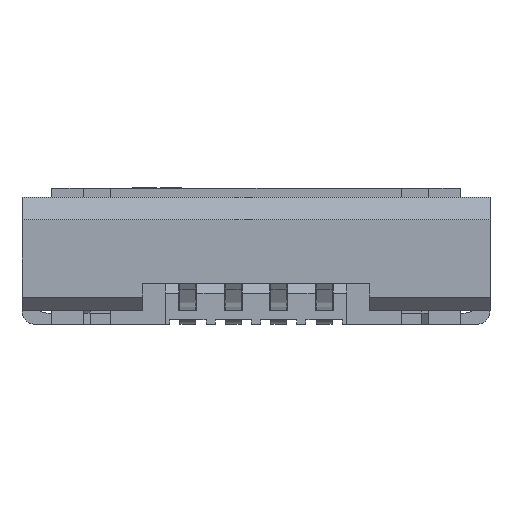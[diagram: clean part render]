
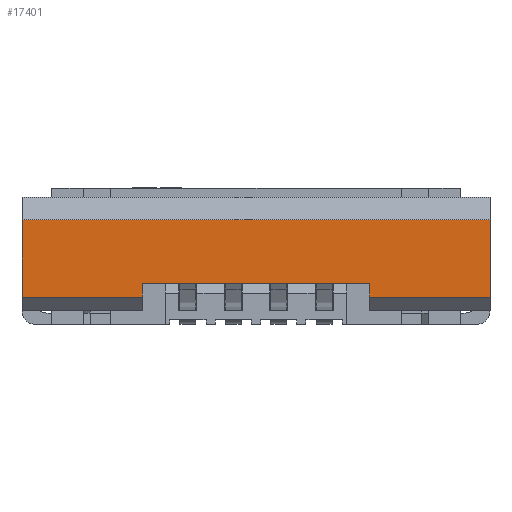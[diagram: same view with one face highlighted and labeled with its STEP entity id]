
A CAD part, front view. The second image highlights one B-rep face of the part: STEP entity #17401.
In plain terms, the highlighted planar face has unit normal (0, -1, 0).
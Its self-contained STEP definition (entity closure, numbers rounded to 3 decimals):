
#551 = LINE ( 'NONE', #5784, #23332 ) ;
#848 = VECTOR ( 'NONE', #16600, 1000. ) ;
#1214 = CARTESIAN_POINT ( 'NONE',  ( 5.15, -4.35, 0.6 ) ) ;
#2809 = DIRECTION ( 'NONE',  ( 0., 0., 1. ) ) ;
#3069 = VERTEX_POINT ( 'NONE', #6250 ) ;
#3834 = ORIENTED_EDGE ( 'NONE', *, *, #22951, .F. ) ;
#4435 = VECTOR ( 'NONE', #5084, 1000. ) ;
#4810 = LINE ( 'NONE', #17537, #11999 ) ;
#4944 = LINE ( 'NONE', #24946, #11962 ) ;
#5084 = DIRECTION ( 'NONE',  ( -1., 0., 0. ) ) ;
#5771 = EDGE_CURVE ( 'NONE', #27204, #10418, #4810, .T. ) ;
#5784 = CARTESIAN_POINT ( 'NONE',  ( 5.15, -4.35, 2.3 ) ) ;
#5983 = DIRECTION ( 'NONE',  ( -1., 0., 0. ) ) ;
#6157 = DIRECTION ( 'NONE',  ( 0., 0., -1. ) ) ;
#6250 = CARTESIAN_POINT ( 'NONE',  ( -5.15, -4.35, 2.3 ) ) ;
#6678 = EDGE_CURVE ( 'NONE', #10418, #3069, #551, .T. ) ;
#7379 = CARTESIAN_POINT ( 'NONE',  ( 5.15, -4.35, 0.6 ) ) ;
#8089 = DIRECTION ( 'NONE',  ( -1., 0., 0. ) ) ;
#8125 = CARTESIAN_POINT ( 'NONE',  ( 5.15, -4.35, 2.3 ) ) ;
#8582 = LINE ( 'NONE', #1214, #9120 ) ;
#9120 = VECTOR ( 'NONE', #5983, 1000. ) ;
#9240 = CARTESIAN_POINT ( 'NONE',  ( -2.5, -4.35, 0.9 ) ) ;
#9386 = EDGE_CURVE ( 'NONE', #24722, #10935, #9878, .T. ) ;
#9878 = LINE ( 'NONE', #9240, #848 ) ;
#10041 = CARTESIAN_POINT ( 'NONE',  ( -2.5, -4.35, 0.6 ) ) ;
#10115 = CARTESIAN_POINT ( 'NONE',  ( 2.5, -4.35, 0.9 ) ) ;
#10123 = LINE ( 'NONE', #7379, #4435 ) ;
#10352 = VECTOR ( 'NONE', #6157, 1000. ) ;
#10414 = PLANE ( 'NONE',  #22914 ) ;
#10418 = VERTEX_POINT ( 'NONE', #8125 ) ;
#10674 = CARTESIAN_POINT ( 'NONE',  ( 5.15, -4.35, 0.6 ) ) ;
#10935 = VERTEX_POINT ( 'NONE', #10115 ) ;
#11962 = VECTOR ( 'NONE', #2809, 1000. ) ;
#11999 = VECTOR ( 'NONE', #19473, 1000. ) ;
#12962 = VERTEX_POINT ( 'NONE', #10041 ) ;
#13226 = VERTEX_POINT ( 'NONE', #31082 ) ;
#13355 = CARTESIAN_POINT ( 'NONE',  ( -2.5, -4.35, 0.9 ) ) ;
#14475 = DIRECTION ( 'NONE',  ( 0., 0., -1. ) ) ;
#14946 = ORIENTED_EDGE ( 'NONE', *, *, #28693, .T. ) ;
#15036 = DIRECTION ( 'NONE',  ( 0., -1., 0. ) ) ;
#15357 = FACE_OUTER_BOUND ( 'NONE', #29064, .T. ) ;
#16354 = CARTESIAN_POINT ( 'NONE',  ( -5.15, -4.35, 0.6 ) ) ;
#16600 = DIRECTION ( 'NONE',  ( 1., 0., 0. ) ) ;
#17401 = ADVANCED_FACE ( 'NONE', ( #15357 ), #10414, .T. ) ;
#17537 = CARTESIAN_POINT ( 'NONE',  ( 5.15, -4.35, 2.3 ) ) ;
#18269 = VERTEX_POINT ( 'NONE', #16354 ) ;
#18554 = CARTESIAN_POINT ( 'NONE',  ( 2.5, -4.35, 6.02 ) ) ;
#19473 = DIRECTION ( 'NONE',  ( 0., 0., 1. ) ) ;
#20786 = ORIENTED_EDGE ( 'NONE', *, *, #31248, .F. ) ;
#21176 = ORIENTED_EDGE ( 'NONE', *, *, #29345, .F. ) ;
#21196 = LINE ( 'NONE', #18554, #26728 ) ;
#21901 = LINE ( 'NONE', #30696, #10352 ) ;
#22914 = AXIS2_PLACEMENT_3D ( 'NONE', #30255, #15036, #27174 ) ;
#22951 = EDGE_CURVE ( 'NONE', #24722, #12962, #21901, .T. ) ;
#23005 = EDGE_CURVE ( 'NONE', #18269, #3069, #4944, .T. ) ;
#23332 = VECTOR ( 'NONE', #8089, 1000. ) ;
#23770 = ORIENTED_EDGE ( 'NONE', *, *, #23005, .F. ) ;
#24722 = VERTEX_POINT ( 'NONE', #13355 ) ;
#24946 = CARTESIAN_POINT ( 'NONE',  ( -5.15, -4.35, 2.3 ) ) ;
#26728 = VECTOR ( 'NONE', #14475, 1000. ) ;
#27174 = DIRECTION ( 'NONE',  ( 1., 0., 0. ) ) ;
#27204 = VERTEX_POINT ( 'NONE', #10674 ) ;
#27264 = ORIENTED_EDGE ( 'NONE', *, *, #5771, .T. ) ;
#27729 = ORIENTED_EDGE ( 'NONE', *, *, #6678, .T. ) ;
#28693 = EDGE_CURVE ( 'NONE', #10935, #13226, #21196, .T. ) ;
#29064 = EDGE_LOOP ( 'NONE', ( #3834, #30439, #14946, #21176, #27264, #27729, #23770, #20786 ) ) ;
#29345 = EDGE_CURVE ( 'NONE', #27204, #13226, #10123, .T. ) ;
#30255 = CARTESIAN_POINT ( 'NONE',  ( 5.15, -4.35, 2.3 ) ) ;
#30439 = ORIENTED_EDGE ( 'NONE', *, *, #9386, .T. ) ;
#30696 = CARTESIAN_POINT ( 'NONE',  ( -2.5, -4.35, 6.02 ) ) ;
#31082 = CARTESIAN_POINT ( 'NONE',  ( 2.5, -4.35, 0.6 ) ) ;
#31248 = EDGE_CURVE ( 'NONE', #12962, #18269, #8582, .T. ) ;
